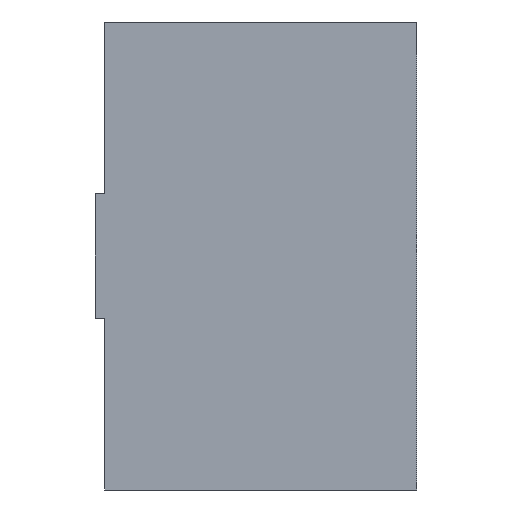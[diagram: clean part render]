
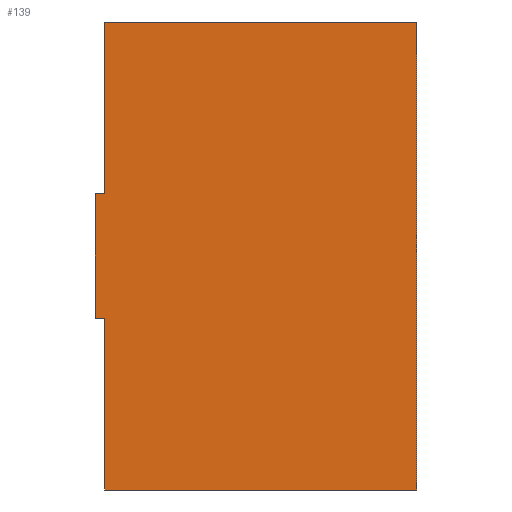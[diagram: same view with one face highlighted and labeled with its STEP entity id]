
A CAD part, front view. The second image highlights one B-rep face of the part: STEP entity #139.
In plain terms, the highlighted planar face has unit normal (0, -1, 0).
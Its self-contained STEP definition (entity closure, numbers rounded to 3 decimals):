
#41 = CARTESIAN_POINT ( 'NONE',  ( 0., -22.5, 2. ) ) ;
#53 = CARTESIAN_POINT ( 'NONE',  ( 0., -22.5, 2. ) ) ;
#62 = ORIENTED_EDGE ( 'NONE', *, *, #297, .F. ) ;
#89 = CARTESIAN_POINT ( 'NONE',  ( 0., -22.5, -6. ) ) ;
#90 = VECTOR ( 'NONE', #805, 1000. ) ;
#114 = ORIENTED_EDGE ( 'NONE', *, *, #476, .F. ) ;
#139 = ADVANCED_FACE ( 'NONE', ( #309 ), #550, .T. ) ;
#178 = LINE ( 'NONE', #89, #773 ) ;
#209 = LINE ( 'NONE', #688, #1110 ) ;
#224 = CARTESIAN_POINT ( 'NONE',  ( 20., -22.5, 13. ) ) ;
#297 = EDGE_CURVE ( 'NONE', #1433, #386, #490, .T. ) ;
#309 = FACE_OUTER_BOUND ( 'NONE', #736, .T. ) ;
#357 = VECTOR ( 'NONE', #878, 1000. ) ;
#366 = EDGE_CURVE ( 'NONE', #391, #1433, #793, .T. ) ;
#386 = VERTEX_POINT ( 'NONE', #624 ) ;
#391 = VERTEX_POINT ( 'NONE', #897 ) ;
#398 = LINE ( 'NONE', #1357, #90 ) ;
#425 = CARTESIAN_POINT ( 'NONE',  ( 0., -22.5, -17. ) ) ;
#446 = EDGE_CURVE ( 'NONE', #1102, #1359, #454, .T. ) ;
#454 = LINE ( 'NONE', #425, #935 ) ;
#463 = ORIENTED_EDGE ( 'NONE', *, *, #925, .F. ) ;
#476 = EDGE_CURVE ( 'NONE', #1439, #391, #1431, .T. ) ;
#490 = LINE ( 'NONE', #41, #1396 ) ;
#524 = VERTEX_POINT ( 'NONE', #224 ) ;
#537 = EDGE_CURVE ( 'NONE', #386, #524, #209, .T. ) ;
#550 = PLANE ( 'NONE',  #1075 ) ;
#551 = CARTESIAN_POINT ( 'NONE',  ( 0., -22.5, -17. ) ) ;
#571 = CARTESIAN_POINT ( 'NONE',  ( 0., -22.5, 0. ) ) ;
#582 = ORIENTED_EDGE ( 'NONE', *, *, #537, .F. ) ;
#599 = VERTEX_POINT ( 'NONE', #1015 ) ;
#624 = CARTESIAN_POINT ( 'NONE',  ( 0., -22.5, 13. ) ) ;
#665 = DIRECTION ( 'NONE',  ( 1., 0., 0. ) ) ;
#688 = CARTESIAN_POINT ( 'NONE',  ( 0., -22.5, 13. ) ) ;
#736 = EDGE_LOOP ( 'NONE', ( #859, #463, #940, #582, #62, #873, #114, #1137 ) ) ;
#773 = VECTOR ( 'NONE', #929, 1000. ) ;
#793 = LINE ( 'NONE', #1194, #1202 ) ;
#805 = DIRECTION ( 'NONE',  ( 0., 0., -1. ) ) ;
#852 = DIRECTION ( 'NONE',  ( 0., 0., 1. ) ) ;
#859 = ORIENTED_EDGE ( 'NONE', *, *, #446, .F. ) ;
#873 = ORIENTED_EDGE ( 'NONE', *, *, #366, .F. ) ;
#878 = DIRECTION ( 'NONE',  ( -1., 0., 0. ) ) ;
#897 = CARTESIAN_POINT ( 'NONE',  ( -0.6, -22.5, 2. ) ) ;
#916 = LINE ( 'NONE', #1097, #357 ) ;
#925 = EDGE_CURVE ( 'NONE', #599, #1102, #916, .T. ) ;
#929 = DIRECTION ( 'NONE',  ( -1., 0., 0. ) ) ;
#935 = VECTOR ( 'NONE', #1445, 1000. ) ;
#940 = ORIENTED_EDGE ( 'NONE', *, *, #1199, .F. ) ;
#1015 = CARTESIAN_POINT ( 'NONE',  ( 20., -22.5, -17. ) ) ;
#1033 = DIRECTION ( 'NONE',  ( 0., 0., -1. ) ) ;
#1075 = AXIS2_PLACEMENT_3D ( 'NONE', #571, #1388, #1033 ) ;
#1083 = VECTOR ( 'NONE', #1464, 1000. ) ;
#1097 = CARTESIAN_POINT ( 'NONE',  ( 0., -22.5, -17. ) ) ;
#1102 = VERTEX_POINT ( 'NONE', #551 ) ;
#1110 = VECTOR ( 'NONE', #665, 1000. ) ;
#1124 = CARTESIAN_POINT ( 'NONE',  ( -0.6, -22.5, -6. ) ) ;
#1137 = ORIENTED_EDGE ( 'NONE', *, *, #1138, .F. ) ;
#1138 = EDGE_CURVE ( 'NONE', #1359, #1439, #178, .T. ) ;
#1194 = CARTESIAN_POINT ( 'NONE',  ( 0., -22.5, 2. ) ) ;
#1199 = EDGE_CURVE ( 'NONE', #524, #599, #398, .T. ) ;
#1202 = VECTOR ( 'NONE', #1330, 1000. ) ;
#1274 = CARTESIAN_POINT ( 'NONE',  ( 0., -22.5, -6. ) ) ;
#1299 = CARTESIAN_POINT ( 'NONE',  ( -0.6, -22.5, -6. ) ) ;
#1330 = DIRECTION ( 'NONE',  ( 1., 0., 0. ) ) ;
#1357 = CARTESIAN_POINT ( 'NONE',  ( 20., -22.5, -17. ) ) ;
#1359 = VERTEX_POINT ( 'NONE', #1274 ) ;
#1388 = DIRECTION ( 'NONE',  ( 0., -1., 0. ) ) ;
#1396 = VECTOR ( 'NONE', #852, 1000. ) ;
#1431 = LINE ( 'NONE', #1124, #1083 ) ;
#1433 = VERTEX_POINT ( 'NONE', #53 ) ;
#1439 = VERTEX_POINT ( 'NONE', #1299 ) ;
#1445 = DIRECTION ( 'NONE',  ( 0., 0., 1. ) ) ;
#1464 = DIRECTION ( 'NONE',  ( 0., 0., 1. ) ) ;
